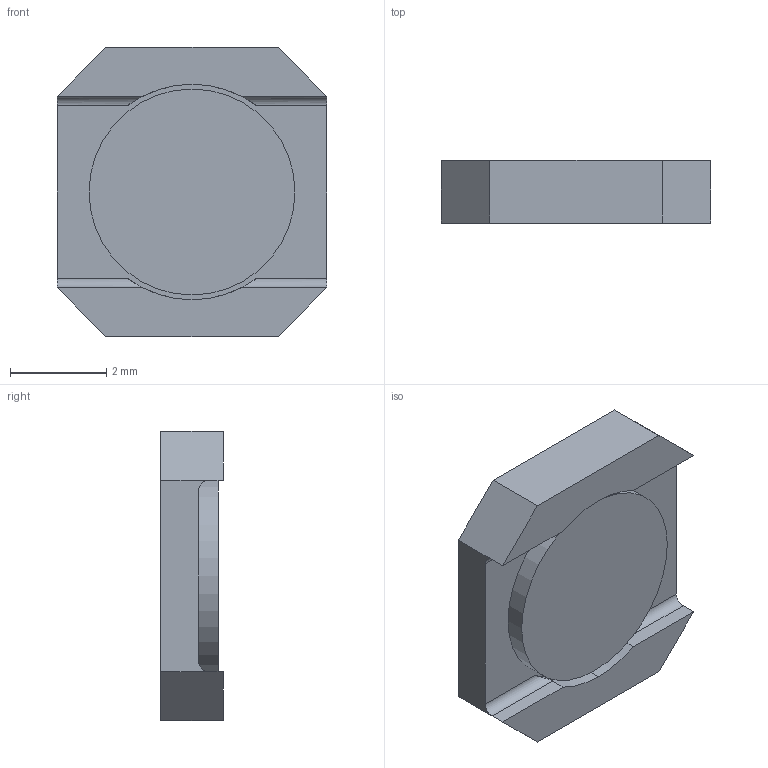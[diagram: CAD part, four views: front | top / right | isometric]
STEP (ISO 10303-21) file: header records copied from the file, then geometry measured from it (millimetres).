
FILE_DESCRIPTION (( 'STEP AP214' ), '1' );
FILE_NAME ('Coilcraft-LPO6013.STEP', '2019-02-21T14:30:11', ( '' ), ( '' ), 'SwSTEP 2.0', 'SolidWorks 2019', '' );
FILE_SCHEMA (( 'AUTOMOTIVE_DESIGN' ));
Length unit declared in the file: millimetre
Products named in the file (1): Coilcraft-LPO6013
Bounding box: 5.6 x 1.3 x 6 mm (x, y, z)
Volume: 35.1 mm3; surface area: 96.8 mm2
Topology: 1 solids, 1 shells, 272 faces, 695 edges, 437 vertices
Faces by surface type: bspline 187, plane 76, cylinder 9
Entity records: 12313 total; most frequent: CARTESIAN_POINT 4048, ORIENTED_EDGE 1390, EDGE_CURVE 695, DIRECTION 503, VERTEX_POINT 437, B_SPLINE_CURVE_WITH_KNOTS 378, VECTOR 303, LINE 303
